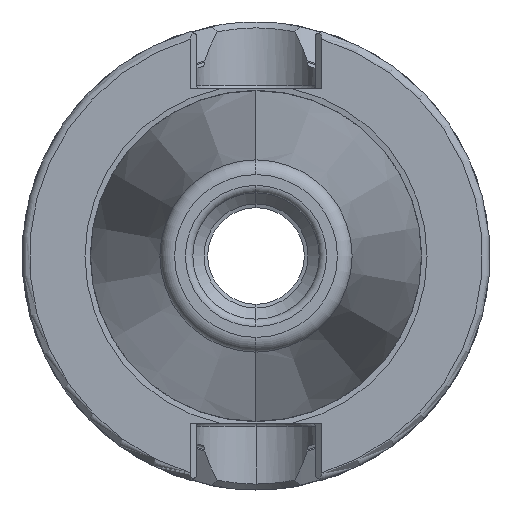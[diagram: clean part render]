
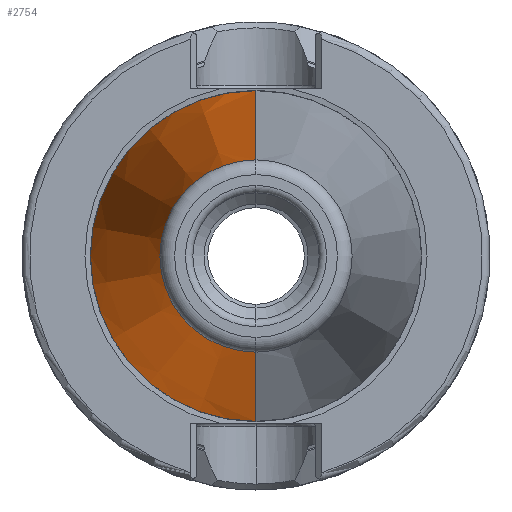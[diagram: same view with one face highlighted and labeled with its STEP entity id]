
A CAD part, left-side view. The second image highlights one B-rep face of the part: STEP entity #2754.
In plain terms, the highlighted conical face has half-angle 8.297 degrees and reference radius 22.298 mm.
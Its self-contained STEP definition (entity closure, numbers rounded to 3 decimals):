
#59 = EDGE_LOOP ( 'NONE', ( #1087, #421, #3006, #2347 ) ) ;
#69 = VERTEX_POINT ( 'NONE', #2058 ) ;
#369 = VERTEX_POINT ( 'NONE', #624 ) ;
#395 = VECTOR ( 'NONE', #402, 1000. ) ;
#402 = DIRECTION ( 'NONE',  ( 0.99, 0., 0.144 ) ) ;
#421 = ORIENTED_EDGE ( 'NONE', *, *, #2001, .T. ) ;
#429 = CARTESIAN_POINT ( 'NONE',  ( -89.5, 0., 22.298 ) ) ;
#471 = VERTEX_POINT ( 'NONE', #1666 ) ;
#485 = CARTESIAN_POINT ( 'NONE',  ( -89.5, 0., 0. ) ) ;
#491 = DIRECTION ( 'NONE',  ( -1., 0., 0. ) ) ;
#604 = AXIS2_PLACEMENT_3D ( 'NONE', #485, #2751, #3078 ) ;
#624 = CARTESIAN_POINT ( 'NONE',  ( -89.5, 0., 22.298 ) ) ;
#647 = CONICAL_SURFACE ( 'NONE', #604, 22.298, 0.145 ) ;
#755 = FACE_OUTER_BOUND ( 'NONE', #59, .T. ) ;
#757 = DIRECTION ( 'NONE',  ( -1., 0., 0. ) ) ;
#924 = EDGE_CURVE ( 'NONE', #4024, #471, #1824, .T. ) ;
#1087 = ORIENTED_EDGE ( 'NONE', *, *, #3737, .F. ) ;
#1310 = CARTESIAN_POINT ( 'NONE',  ( -89.5, 0., -22.298 ) ) ;
#1559 = EDGE_CURVE ( 'NONE', #369, #471, #3134, .T. ) ;
#1658 = AXIS2_PLACEMENT_3D ( 'NONE', #2429, #491, #2757 ) ;
#1666 = CARTESIAN_POINT ( 'NONE',  ( -89.5, 0., -22.298 ) ) ;
#1824 = LINE ( 'NONE', #1310, #2684 ) ;
#2001 = EDGE_CURVE ( 'NONE', #69, #369, #3739, .T. ) ;
#2006 = CIRCLE ( 'NONE', #3837, 12.937 ) ;
#2058 = CARTESIAN_POINT ( 'NONE',  ( -153.689, 0., 12.937 ) ) ;
#2347 = ORIENTED_EDGE ( 'NONE', *, *, #924, .F. ) ;
#2429 = CARTESIAN_POINT ( 'NONE',  ( -89.5, 0., 0. ) ) ;
#2540 = CARTESIAN_POINT ( 'NONE',  ( -153.689, 0., -12.937 ) ) ;
#2684 = VECTOR ( 'NONE', #2914, 1000. ) ;
#2689 = CARTESIAN_POINT ( 'NONE',  ( -153.689, 0., 0. ) ) ;
#2751 = DIRECTION ( 'NONE',  ( 1., 0., 0. ) ) ;
#2754 = ADVANCED_FACE ( 'NONE', ( #755 ), #647, .T. ) ;
#2757 = DIRECTION ( 'NONE',  ( 0., 0., 1. ) ) ;
#2914 = DIRECTION ( 'NONE',  ( 0.99, 0., -0.144 ) ) ;
#3006 = ORIENTED_EDGE ( 'NONE', *, *, #1559, .T. ) ;
#3017 = DIRECTION ( 'NONE',  ( 0., 0., 1. ) ) ;
#3078 = DIRECTION ( 'NONE',  ( 0., 0., -1. ) ) ;
#3134 = CIRCLE ( 'NONE', #1658, 22.298 ) ;
#3737 = EDGE_CURVE ( 'NONE', #69, #4024, #2006, .T. ) ;
#3739 = LINE ( 'NONE', #429, #395 ) ;
#3837 = AXIS2_PLACEMENT_3D ( 'NONE', #2689, #757, #3017 ) ;
#4024 = VERTEX_POINT ( 'NONE', #2540 ) ;
